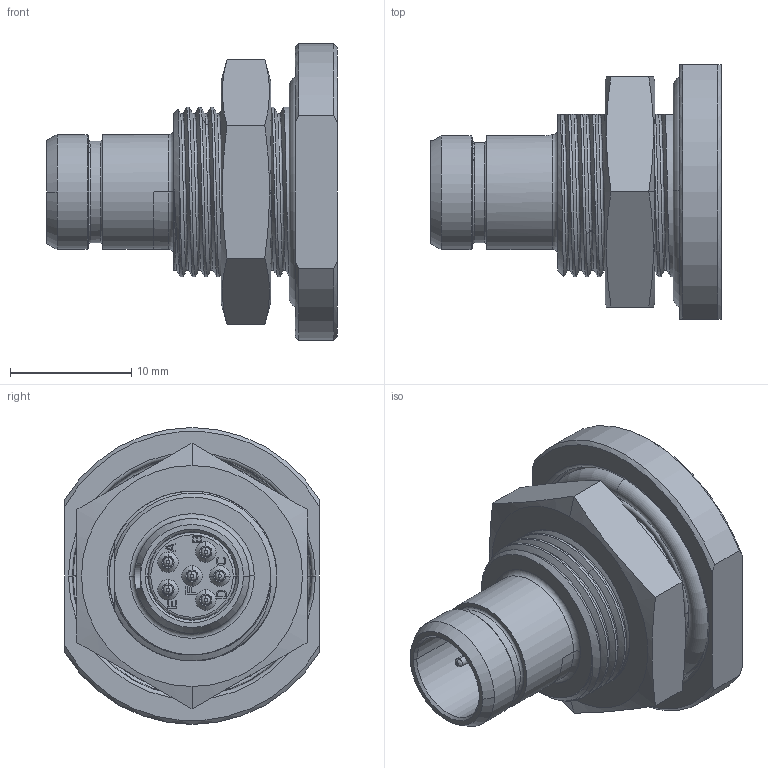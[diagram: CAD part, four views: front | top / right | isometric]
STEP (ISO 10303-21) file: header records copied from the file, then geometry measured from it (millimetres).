
FILE_DESCRIPTION((''),'2;1');
FILE_NAME('1332EV006MS','2024-07-25T13:17:25',('paultorloting'),('NET AG system integration'),'CREO PARAMETRIC BY PTC INC, 2021404','CREO PARAMETRIC BY PTC INC, 2021404','');
FILE_SCHEMA(('AUTOMOTIVE_DESIGN { 1 0 10303 214 1 1 1 1 }'));
Length unit declared in the file: millimetre
Products named in the file (1): 1332EV006MS
Bounding box: 24 x 21 x 24.5 mm (x, y, z)
Volume: 3386.3 mm3; surface area: 3777.5 mm2
Topology: 1 solids, 2 shells, 701 faces, 1839 edges, 1207 vertices
Faces by surface type: plane 437, cylinder 139, cone 59, bspline 49, torus 17
Entity records: 30956 total; most frequent: CARTESIAN_POINT 9679, ORIENTED_EDGE 3678, DIRECTION 3343, EDGE_CURVE 1839, VERTEX_POINT 1207, VECTOR 1200, LINE 1200, AXIS2_PLACEMENT_3D 1070
